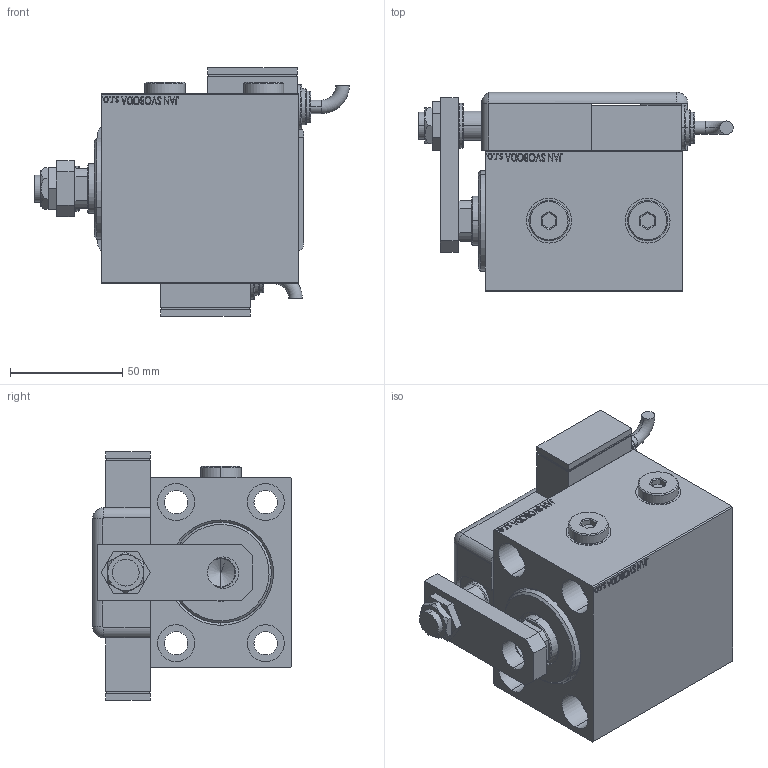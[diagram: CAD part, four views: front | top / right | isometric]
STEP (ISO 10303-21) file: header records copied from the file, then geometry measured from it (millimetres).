
FILE_DESCRIPTION (( 'STEP AP203' ), '1' );
FILE_NAME ('ac62.STEP', '2025-10-30T07:30:53', ( '' ), ( '' ), 'SwSTEP 2.0', 'SolidWorks 2019', '' );
FILE_SCHEMA (( 'CONFIG_CONTROL_DESIGN' ));
Length unit declared in the file: millimetre
Products named in the file (14): V450CM_C_Body 8fe30143db0e9210293c1b5e8c8d4e5c; ZARAZKA_Q 8fe30143db0e9210293c1b5e8c8d4e5c; V450CM_VC_B 8fe30143db0e9210293c1b5e8c8d4e5c; V450CM_C_VCP 8fe30143db0e9210293c1b5e8c8d4e5c; ac62; NUT_D13 8fe30143db0e9210293c1b5e8c8d4e5c; SWITCH_Q_FRONT_BACK 8fe30143db0e9210293c1b5e8c8d4e5c; SWITCH DIM A_G 8fe30143db0e9210293c1b5e8c8d4e5c; SWITCH Q 8fe30143db0e9210293c1b5e8c8d4e5c; KRYT 8fe30143db0e9210293c1b5e8c8d4e5c; Zatka_OIL_PORT 8fe30143db0e9210293c1b5e8c8d4e5c; NUT_D19 8fe30143db0e9210293c1b5e8c8d4e5c; TYC 8fe30143db0e9210293c1b5e8c8d4e5c; MAGNETIC SWITCH Q 8fe30143db0e9210293c1b5e8c8d4e5c
Assembly tree (15 placements, depth 3):
  ac62
    V450CM_C_Body 8fe30143db0e9210293c1b5e8c8d4e5c
    V450CM_C_VCP 8fe30143db0e9210293c1b5e8c8d4e5c
    V450CM_VC_B 8fe30143db0e9210293c1b5e8c8d4e5c
    MAGNETIC SWITCH Q 8fe30143db0e9210293c1b5e8c8d4e5c
      SWITCH_Q_FRONT_BACK 8fe30143db0e9210293c1b5e8c8d4e5c
      TYC 8fe30143db0e9210293c1b5e8c8d4e5c
      ZARAZKA_Q 8fe30143db0e9210293c1b5e8c8d4e5c
      SWITCH DIM A_G 8fe30143db0e9210293c1b5e8c8d4e5c
      NUT_D19 8fe30143db0e9210293c1b5e8c8d4e5c
      NUT_D13 8fe30143db0e9210293c1b5e8c8d4e5c
      KRYT 8fe30143db0e9210293c1b5e8c8d4e5c
      SWITCH Q 8fe30143db0e9210293c1b5e8c8d4e5c  x2
    Zatka_OIL_PORT 8fe30143db0e9210293c1b5e8c8d4e5c  x2
Bounding box: 140.46 x 88.8 x 111 mm (x, y, z)
Volume: 540819.1 mm3; surface area: 130727.4 mm2
Topology: 15 solids, 15 shells, 1300 faces, 3280 edges, 2159 vertices
Faces by surface type: plane 648, bspline 471, cylinder 131, cone 26, torus 22, sphere 2
Entity records: 60978 total; most frequent: CARTESIAN_POINT 32460, ORIENTED_EDGE 6284, DIRECTION 4044, EDGE_CURVE 3142, VERTEX_POINT 2075, VECTOR 1874, LINE 1874, EDGE_LOOP 1421
